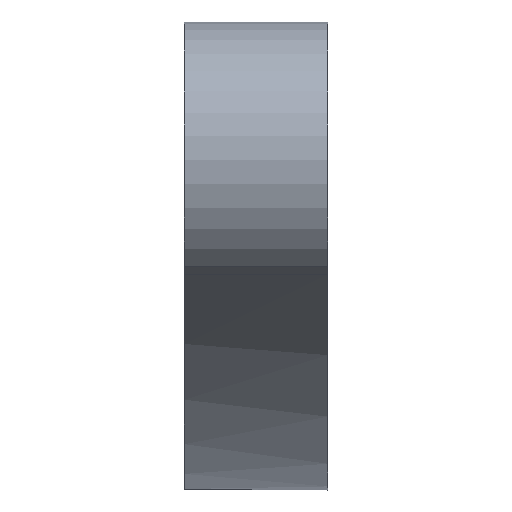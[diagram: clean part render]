
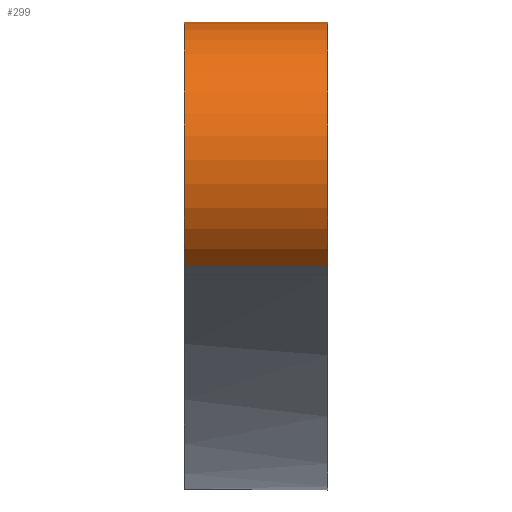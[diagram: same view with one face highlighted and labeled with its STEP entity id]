
A CAD part, left-side view. The second image highlights one B-rep face of the part: STEP entity #299.
In plain terms, the highlighted cylindrical face has radius 6 mm (diameter 12 mm), a partial arc.
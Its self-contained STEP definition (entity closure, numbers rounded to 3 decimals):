
#60=FACE_OUTER_BOUND('',#84,.T.);
#84=EDGE_LOOP('',(#260,#261,#262,#263));
#96=LINE('',#532,#109);
#102=LINE('',#678,#115);
#109=VECTOR('',#402,10.);
#115=VECTOR('',#412,10.);
#120=CIRCLE('',#323,6.);
#131=CIRCLE('',#343,6.);
#136=VERTEX_POINT('',#435);
#137=VERTEX_POINT('',#436);
#151=VERTEX_POINT('',#531);
#157=VERTEX_POINT('',#662);
#164=EDGE_CURVE('',#136,#137,#120,.T.);
#183=EDGE_CURVE('',#151,#137,#96,.T.);
#195=EDGE_CURVE('',#136,#157,#102,.T.);
#196=EDGE_CURVE('',#151,#157,#131,.T.);
#260=ORIENTED_EDGE('',*,*,#195,.T.);
#261=ORIENTED_EDGE('',*,*,#196,.F.);
#262=ORIENTED_EDGE('',*,*,#183,.T.);
#263=ORIENTED_EDGE('',*,*,#164,.F.);
#282=CYLINDRICAL_SURFACE('',#342,6.);
#299=ADVANCED_FACE('',(#60),#282,.T.);
#323=AXIS2_PLACEMENT_3D('',#437,#364,#365);
#342=AXIS2_PLACEMENT_3D('',#679,#413,#414);
#343=AXIS2_PLACEMENT_3D('',#680,#415,#416);
#364=DIRECTION('center_axis',(0.,-1.,0.));
#365=DIRECTION('ref_axis',(1.,0.,0.));
#402=DIRECTION('',(0.,-1.,0.));
#412=DIRECTION('',(0.,1.,0.));
#413=DIRECTION('center_axis',(0.,1.,0.));
#414=DIRECTION('ref_axis',(-0.421,0.,0.907));
#415=DIRECTION('center_axis',(0.,1.,0.));
#416=DIRECTION('ref_axis',(1.,0.,0.));
#435=CARTESIAN_POINT('',(-39.,-1.2,0.));
#436=CARTESIAN_POINT('',(-48.875,-1.2,-4.581));
#437=CARTESIAN_POINT('Origin',(-45.,-1.2,0.));
#531=CARTESIAN_POINT('',(-48.875,5.,-4.581));
#532=CARTESIAN_POINT('',(-48.875,0.,-4.581));
#662=CARTESIAN_POINT('',(-39.,5.,0.));
#678=CARTESIAN_POINT('',(-39.,0.,0.));
#679=CARTESIAN_POINT('Origin',(-45.,0.,0.));
#680=CARTESIAN_POINT('Origin',(-45.,5.,0.));
